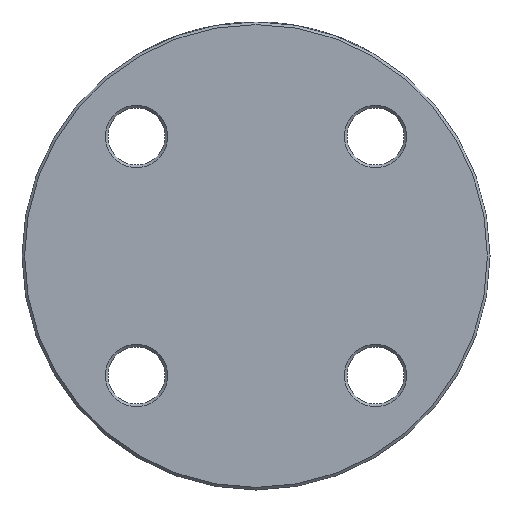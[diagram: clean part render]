
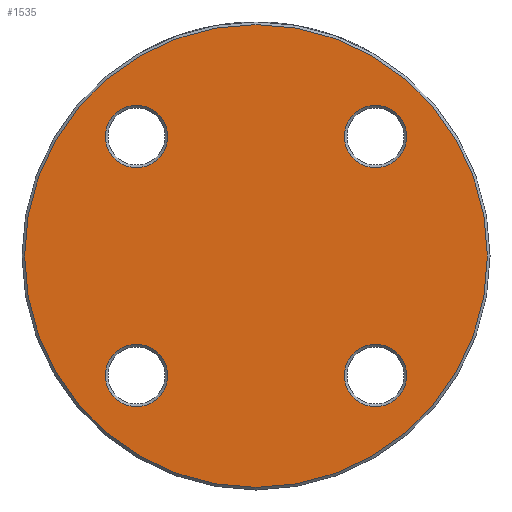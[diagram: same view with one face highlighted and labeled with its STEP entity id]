
A CAD part, left-side view. The second image highlights one B-rep face of the part: STEP entity #1535.
In plain terms, the highlighted planar face has unit normal (-1, 0, 0).
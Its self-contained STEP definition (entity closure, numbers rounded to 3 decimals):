
#117 = FACE_OUTER_BOUND ( 'NONE', #4834, .T. ) ;
#198 = CIRCLE ( 'NONE', #869, 6. ) ;
#392 = CARTESIAN_POINT ( 'NONE',  ( 0., 0., 0. ) ) ;
#417 = ORIENTED_EDGE ( 'NONE', *, *, #966, .T. ) ;
#441 = CARTESIAN_POINT ( 'NONE',  ( 0., -22.981, 22.981 ) ) ;
#454 = AXIS2_PLACEMENT_3D ( 'NONE', #3793, #4189, #1027 ) ;
#494 = ORIENTED_EDGE ( 'NONE', *, *, #1466, .T. ) ;
#525 = CARTESIAN_POINT ( 'NONE',  ( 0., -22.981, 16.981 ) ) ;
#597 = FACE_BOUND ( 'NONE', #1082, .T. ) ;
#687 = ORIENTED_EDGE ( 'NONE', *, *, #1723, .T. ) ;
#753 = DIRECTION ( 'NONE',  ( 1., 0., 0. ) ) ;
#869 = AXIS2_PLACEMENT_3D ( 'NONE', #441, #1608, #1198 ) ;
#915 = VERTEX_POINT ( 'NONE', #4309 ) ;
#966 = EDGE_CURVE ( 'NONE', #972, #972, #2138, .T. ) ;
#972 = VERTEX_POINT ( 'NONE', #2176 ) ;
#1027 = DIRECTION ( 'NONE',  ( 0., 0., -1. ) ) ;
#1082 = EDGE_LOOP ( 'NONE', ( #687 ) ) ;
#1198 = DIRECTION ( 'NONE',  ( 0., 0., -1. ) ) ;
#1466 = EDGE_CURVE ( 'NONE', #4161, #4161, #198, .T. ) ;
#1535 = ADVANCED_FACE ( 'NONE', ( #2953, #2165, #597, #117, #4963 ), #3751, .F. ) ;
#1562 = DIRECTION ( 'NONE',  ( -1., 0., 0. ) ) ;
#1564 = EDGE_LOOP ( 'NONE', ( #494 ) ) ;
#1605 = AXIS2_PLACEMENT_3D ( 'NONE', #392, #1562, #3169 ) ;
#1608 = DIRECTION ( 'NONE',  ( 1., 0., 0. ) ) ;
#1723 = EDGE_CURVE ( 'NONE', #915, #915, #2026, .T. ) ;
#1735 = DIRECTION ( 'NONE',  ( 0., 0., -1. ) ) ;
#1745 = EDGE_LOOP ( 'NONE', ( #417 ) ) ;
#1803 = CARTESIAN_POINT ( 'NONE',  ( 0., 0., -44.5 ) ) ;
#1942 = CIRCLE ( 'NONE', #3370, 6. ) ;
#2026 = CIRCLE ( 'NONE', #454, 6. ) ;
#2040 = AXIS2_PLACEMENT_3D ( 'NONE', #4568, #4121, #1735 ) ;
#2138 = CIRCLE ( 'NONE', #2561, 6. ) ;
#2165 = FACE_BOUND ( 'NONE', #1564, .T. ) ;
#2176 = CARTESIAN_POINT ( 'NONE',  ( 0., 22.981, -28.981 ) ) ;
#2331 = DIRECTION ( 'NONE',  ( 1., 0., 0. ) ) ;
#2440 = EDGE_LOOP ( 'NONE', ( #2801 ) ) ;
#2526 = EDGE_CURVE ( 'NONE', #2571, #2571, #1942, .T. ) ;
#2561 = AXIS2_PLACEMENT_3D ( 'NONE', #5111, #2331, #3093 ) ;
#2571 = VERTEX_POINT ( 'NONE', #2992 ) ;
#2739 = CARTESIAN_POINT ( 'NONE',  ( 0., -22.981, -22.981 ) ) ;
#2774 = ORIENTED_EDGE ( 'NONE', *, *, #3934, .T. ) ;
#2801 = ORIENTED_EDGE ( 'NONE', *, *, #2526, .T. ) ;
#2953 = FACE_BOUND ( 'NONE', #2440, .T. ) ;
#2992 = CARTESIAN_POINT ( 'NONE',  ( 0., -22.981, -28.981 ) ) ;
#3093 = DIRECTION ( 'NONE',  ( 0., 0., -1. ) ) ;
#3169 = DIRECTION ( 'NONE',  ( 0., 0., -1. ) ) ;
#3370 = AXIS2_PLACEMENT_3D ( 'NONE', #2739, #753, #4375 ) ;
#3751 = PLANE ( 'NONE',  #2040 ) ;
#3793 = CARTESIAN_POINT ( 'NONE',  ( 0., 22.981, 22.981 ) ) ;
#3818 = VERTEX_POINT ( 'NONE', #1803 ) ;
#3934 = EDGE_CURVE ( 'NONE', #3818, #3818, #3970, .T. ) ;
#3970 = CIRCLE ( 'NONE', #1605, 44.5 ) ;
#4121 = DIRECTION ( 'NONE',  ( 1., 0., 0. ) ) ;
#4161 = VERTEX_POINT ( 'NONE', #525 ) ;
#4189 = DIRECTION ( 'NONE',  ( 1., 0., 0. ) ) ;
#4309 = CARTESIAN_POINT ( 'NONE',  ( 0., 22.981, 16.981 ) ) ;
#4375 = DIRECTION ( 'NONE',  ( 0., 0., -1. ) ) ;
#4568 = CARTESIAN_POINT ( 'NONE',  ( 0., 0., 0. ) ) ;
#4834 = EDGE_LOOP ( 'NONE', ( #2774 ) ) ;
#4963 = FACE_BOUND ( 'NONE', #1745, .T. ) ;
#5111 = CARTESIAN_POINT ( 'NONE',  ( 0., 22.981, -22.981 ) ) ;
